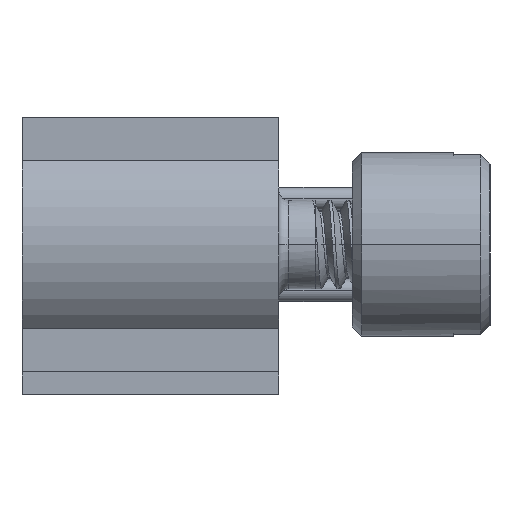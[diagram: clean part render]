
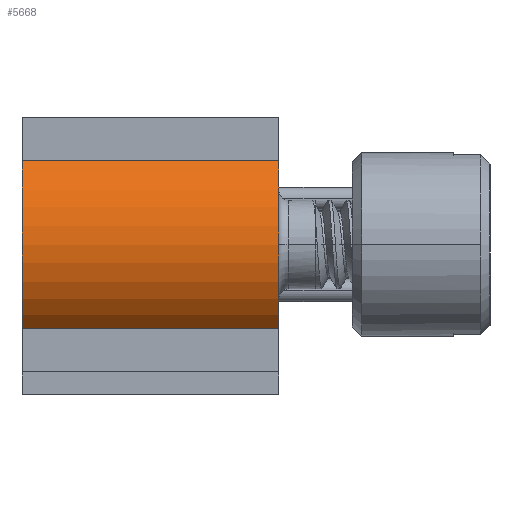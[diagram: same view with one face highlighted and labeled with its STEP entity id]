
A CAD part, left-side view. The second image highlights one B-rep face of the part: STEP entity #5668.
In plain terms, the highlighted cylindrical face has radius 2.5 mm (diameter 5 mm), a partial arc.
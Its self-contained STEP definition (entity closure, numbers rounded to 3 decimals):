
#79=CARTESIAN_POINT('',(-9.5,3.4,0.));
#80=DIRECTION('',(0.,-1.,0.));
#81=DIRECTION('',(-0.68,0.,0.733));
#82=AXIS2_PLACEMENT_3D('',#79,#80,#81);
#565=CARTESIAN_POINT('',(-9.5,-2.2,0.));
#566=DIRECTION('',(0.,-1.,0.));
#567=DIRECTION('',(-0.68,0.,0.733));
#568=AXIS2_PLACEMENT_3D('',#565,#566,#567);
#2806=DIRECTION('',(0.,-1.,0.));
#2807=VECTOR('',#2806,5.6);
#2808=CARTESIAN_POINT('',(-11.2,3.4,1.833));
#2809=LINE('',#2808,#2807);
#2813=DIRECTION('',(0.,-1.,0.));
#2814=VECTOR('',#2813,5.6);
#2815=CARTESIAN_POINT('',(-11.2,3.4,-1.833));
#2816=LINE('',#2815,#2814);
#3210=CARTESIAN_POINT('',(-11.2,3.4,1.833));
#3212=VERTEX_POINT('',#3210);
#3213=CARTESIAN_POINT('',(-11.2,3.4,-1.833));
#3214=VERTEX_POINT('',#3213);
#3219=CARTESIAN_POINT('',(-11.2,-2.2,1.833));
#3220=VERTEX_POINT('',#3219);
#3221=CARTESIAN_POINT('',(-11.2,-2.2,-1.833));
#3222=VERTEX_POINT('',#3221);
#5656=CARTESIAN_POINT('',(-9.5,3.4,0.));
#5657=DIRECTION('',(0.,-1.,0.));
#5658=DIRECTION('',(-1.,0.,0.));
#5659=AXIS2_PLACEMENT_3D('',#5656,#5657,#5658);
#5660=CYLINDRICAL_SURFACE('',#5659,2.5);
#5661=ORIENTED_EDGE('',*,*,#3334,.F.);
#5662=ORIENTED_EDGE('',*,*,#5651,.T.);
#5663=ORIENTED_EDGE('',*,*,#3656,.T.);
#5665=ORIENTED_EDGE('',*,*,#5664,.F.);
#5666=EDGE_LOOP('',(#5661,#5662,#5663,#5665));
#5667=FACE_OUTER_BOUND('',#5666,.F.);
#83=CIRCLE('',#82,2.5);
#569=CIRCLE('',#568,2.5);
#3334=EDGE_CURVE('',#3212,#3214,#83,.T.);
#3656=EDGE_CURVE('',#3220,#3222,#569,.T.);
#5651=EDGE_CURVE('',#3212,#3220,#2809,.T.);
#5664=EDGE_CURVE('',#3214,#3222,#2816,.T.);
#5668=ADVANCED_FACE('',(#5667),#5660,.T.);
